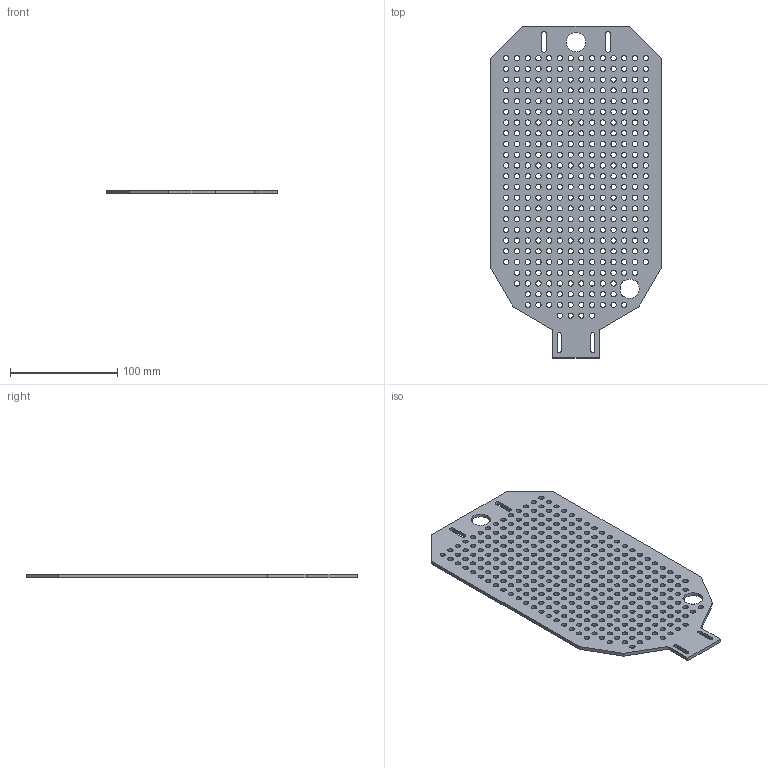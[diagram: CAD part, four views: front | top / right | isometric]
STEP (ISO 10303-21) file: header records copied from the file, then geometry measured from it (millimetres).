
FILE_DESCRIPTION(/* description */ ('STEP AP242','CAx-IF Rec.Pracs.---Representation and Presentation of Product Manufacturing Information (PMI)---4.0---2014-10-13','CAx-IF Rec.Pracs.---3D Tessellated Geometry---0.4---2014-09-14','2;1'),/* implementation_level */ '2;1');
FILE_NAME(/* name */ '684e48d8d549335f9fbf449c',/* time_stamp */ '2025-06-15T04:15:21Z',/* author */ (''),/* organization */ (''),/* preprocessor_version */ 'ST-DEVELOPER v20',/* originating_system */ 'ONSHAPE BY PTC INC, 1.199',/* authorisation */ ' ');
FILE_SCHEMA (('AP242_MANAGED_MODEL_BASED_3D_ENGINEERING_MIM_LF { 1 0 10303 442 1 1 4 }'));
Length unit declared in the file: metre
Products named in the file (1): Part 1
Bounding box: 159.7 x 309.49 x 3.17 mm (x, y, z)
Volume: 114446.3 mm3; surface area: 91550.7 mm2
Topology: 1 solids, 1 shells, 362 faces, 1406 edges, 1046 vertices
Faces by surface type: cylinder 340, plane 22
Full cylindrical faces by diameter (mm): 4.9 x325, 18 x1
Entity records: 12302 total; most frequent: DIRECTION 2160, CARTESIAN_POINT 1837, ORIENTED_EDGE 1508, EDGE_LOOP 1350, FACE_BOUND 1350, AXIS2_PLACEMENT_3D 1043, EDGE_CURVE 754, VERTEX_POINT 720
